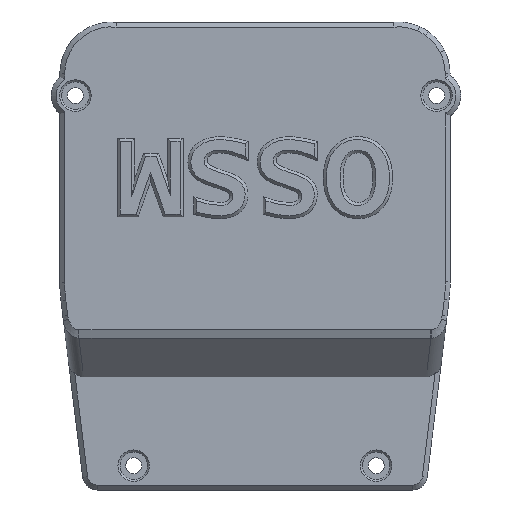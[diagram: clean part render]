
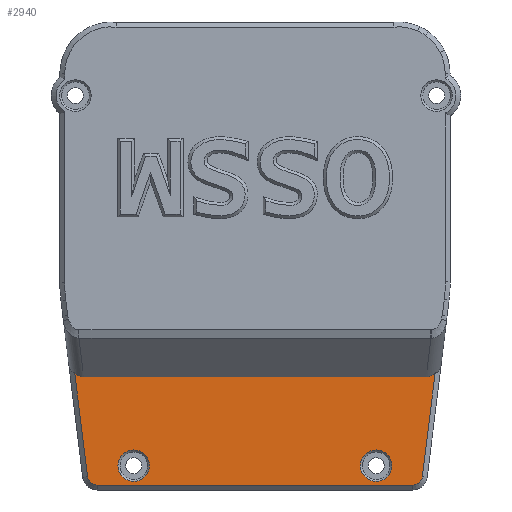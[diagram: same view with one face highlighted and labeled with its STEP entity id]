
A CAD part, top view. The second image highlights one B-rep face of the part: STEP entity #2940.
In plain terms, the highlighted planar face has unit normal (0, 0, 1).
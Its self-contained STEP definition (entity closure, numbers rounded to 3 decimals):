
#21=ELLIPSE('',#3158,4.259,3.);
#22=ELLIPSE('',#3160,4.259,3.);
#116=CIRCLE('',#3151,2.);
#117=CIRCLE('',#3154,2.);
#131=CIRCLE('',#3195,3.25);
#133=CIRCLE('',#3199,3.25);
#215=FACE_BOUND('',#624,.T.);
#216=FACE_BOUND('',#625,.T.);
#437=FACE_OUTER_BOUND('',#623,.T.);
#623=EDGE_LOOP('',(#2468,#2469,#2470,#2471,#2472,#2473,#2474,#2475));
#624=EDGE_LOOP('',(#2476));
#625=EDGE_LOOP('',(#2477));
#841=LINE('',#6317,#1097);
#844=LINE('',#6324,#1100);
#847=LINE('',#6332,#1103);
#849=LINE('',#6341,#1105);
#1097=VECTOR('',#3739,10.);
#1100=VECTOR('',#3746,10.);
#1103=VECTOR('',#3755,10.);
#1105=VECTOR('',#3765,10.);
#1363=VERTEX_POINT('',#6314);
#1364=VERTEX_POINT('',#6316);
#1365=VERTEX_POINT('',#6320);
#1366=VERTEX_POINT('',#6322);
#1367=VERTEX_POINT('',#6326);
#1368=VERTEX_POINT('',#6330);
#1369=VERTEX_POINT('',#6334);
#1371=VERTEX_POINT('',#6339);
#1412=VERTEX_POINT('',#7001);
#1414=VERTEX_POINT('',#7009);
#1707=EDGE_CURVE('',#1363,#1364,#841,.T.);
#1711=EDGE_CURVE('',#1366,#1365,#844,.T.);
#1713=EDGE_CURVE('',#1367,#1366,#116,.T.);
#1715=EDGE_CURVE('',#1368,#1367,#847,.T.);
#1717=EDGE_CURVE('',#1369,#1368,#117,.T.);
#1719=EDGE_CURVE('',#1371,#1369,#849,.T.);
#1722=EDGE_CURVE('',#1364,#1371,#21,.F.);
#1726=EDGE_CURVE('',#1365,#1363,#22,.F.);
#1797=EDGE_CURVE('',#1412,#1412,#131,.T.);
#1801=EDGE_CURVE('',#1414,#1414,#133,.T.);
#2468=ORIENTED_EDGE('',*,*,#1711,.F.);
#2469=ORIENTED_EDGE('',*,*,#1713,.F.);
#2470=ORIENTED_EDGE('',*,*,#1715,.F.);
#2471=ORIENTED_EDGE('',*,*,#1717,.F.);
#2472=ORIENTED_EDGE('',*,*,#1719,.F.);
#2473=ORIENTED_EDGE('',*,*,#1722,.F.);
#2474=ORIENTED_EDGE('',*,*,#1707,.F.);
#2475=ORIENTED_EDGE('',*,*,#1726,.F.);
#2476=ORIENTED_EDGE('',*,*,#1797,.F.);
#2477=ORIENTED_EDGE('',*,*,#1801,.F.);
#2777=PLANE('',#3198);
#2940=ADVANCED_FACE('',(#437,#215,#216),#2777,.T.);
#3151=AXIS2_PLACEMENT_3D('',#6328,#3750,#3751);
#3154=AXIS2_PLACEMENT_3D('',#6336,#3759,#3760);
#3158=AXIS2_PLACEMENT_3D('',#6349,#3769,#3770);
#3160=AXIS2_PLACEMENT_3D('',#6365,#3774,#3775);
#3195=AXIS2_PLACEMENT_3D('',#7002,#3884,#3885);
#3198=AXIS2_PLACEMENT_3D('',#7008,#3892,#3893);
#3199=AXIS2_PLACEMENT_3D('',#7010,#3894,#3895);
#3739=DIRECTION('',(1.,0.,0.));
#3746=DIRECTION('',(-0.122,0.992,0.));
#3750=DIRECTION('center_axis',(0.,0.,-1.));
#3751=DIRECTION('ref_axis',(-0.992,-0.122,0.));
#3755=DIRECTION('',(-1.,0.,0.));
#3759=DIRECTION('center_axis',(0.,0.,-1.));
#3760=DIRECTION('ref_axis',(0.,-1.,0.));
#3765=DIRECTION('',(-0.122,-0.992,0.));
#3769=DIRECTION('center_axis',(0.,0.,-1.));
#3770=DIRECTION('ref_axis',(-0.122,-0.992,0.));
#3774=DIRECTION('center_axis',(0.,0.,-1.));
#3775=DIRECTION('ref_axis',(0.122,-0.992,0.));
#3884=DIRECTION('center_axis',(0.,0.,1.));
#3885=DIRECTION('ref_axis',(-1.,0.,0.));
#3892=DIRECTION('center_axis',(0.,0.,1.));
#3893=DIRECTION('ref_axis',(-1.,0.,0.));
#3894=DIRECTION('center_axis',(0.,0.,1.));
#3895=DIRECTION('ref_axis',(-1.,0.,0.));
#6314=CARTESIAN_POINT('',(-35.007,-3.002,6.3));
#6316=CARTESIAN_POINT('',(35.623,-3.002,6.3));
#6317=CARTESIAN_POINT('',(-9.441,-3.002,6.3));
#6320=CARTESIAN_POINT('',(-36.865,-2.154,6.3));
#6322=CARTESIAN_POINT('',(-34.224,-23.555,6.3));
#6324=CARTESIAN_POINT('',(-39.023,15.34,6.3));
#6326=CARTESIAN_POINT('',(-32.239,-25.31,6.3));
#6328=CARTESIAN_POINT('Origin',(-32.239,-23.31,6.3));
#6330=CARTESIAN_POINT('',(32.855,-25.31,6.3));
#6332=CARTESIAN_POINT('',(-15.961,-25.31,6.3));
#6334=CARTESIAN_POINT('',(34.84,-23.555,6.3));
#6336=CARTESIAN_POINT('Origin',(32.855,-23.31,6.3));
#6339=CARTESIAN_POINT('',(37.481,-2.154,6.3));
#6341=CARTESIAN_POINT('',(37.346,-3.243,6.3));
#6349=CARTESIAN_POINT('Origin',(35.885,1.241,6.3));
#6365=CARTESIAN_POINT('Origin',(-35.269,1.241,6.3));
#7001=CARTESIAN_POINT('',(-21.442,-21.31,6.3));
#7002=CARTESIAN_POINT('Origin',(-24.692,-21.31,6.3));
#7008=CARTESIAN_POINT('Origin',(0.317,21.946,6.3));
#7009=CARTESIAN_POINT('',(28.558,-21.31,6.3));
#7010=CARTESIAN_POINT('Origin',(25.308,-21.31,6.3));
